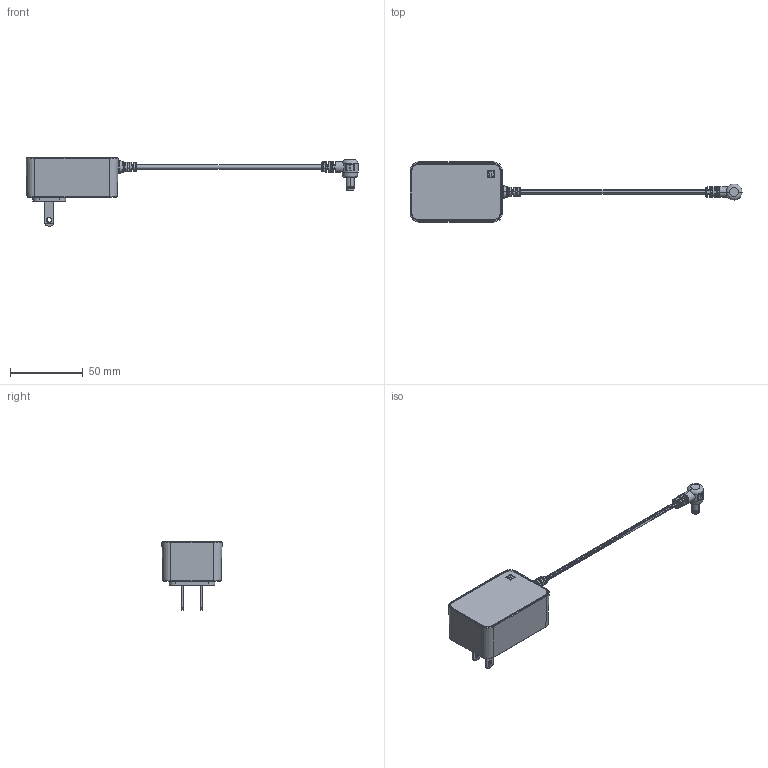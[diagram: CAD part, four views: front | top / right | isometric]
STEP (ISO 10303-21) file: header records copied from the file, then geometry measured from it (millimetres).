
FILE_DESCRIPTION (( 'STEP AP203' ), '1' );
FILE_NAME ('16-00139.STEP', '2019-08-13T20:58:04', ( '' ), ( '' ), 'SwSTEP 2.0', 'SolidWorks 2015', '' );
FILE_SCHEMA (( 'CONFIG_CONTROL_DESIGN' ));
Length unit declared in the file: millimetre
Products named in the file (14): 26-00004; 50-00129 insulator; 24-00279; 16-00139; 26-00004_top; 50-00129 contact; 26-00004_bottom; 50-00129 shell; Nema 1-15 plug; 24-00006; 10-03158; UL_1-15 pin; 50-00129; 30-00338_stripped and tinned
Assembly tree (14 placements, depth 4):
  16-00139
    26-00004
      26-00004_bottom
      26-00004_top
    10-03158
      30-00338_stripped and tinned
      24-00279
      24-00006
      50-00129
        50-00129 contact
        50-00129 insulator
        50-00129 shell
    Nema 1-15 plug
      UL_1-15 pin  x2
Bounding box: 228.69 x 41.48 x 47 mm (x, y, z)
Volume: 22381.9 mm3; surface area: 34628.5 mm2
Topology: 150 solids, 150 shells, 1318 faces, 2793 edges, 1817 vertices
Faces by surface type: plane 687, cylinder 417, bspline 128, torus 48, cone 38
Entity records: 41897 total; most frequent: CARTESIAN_POINT 12831, DIRECTION 5768, ORIENTED_EDGE 5458, EDGE_CURVE 2729, AXIS2_PLACEMENT_3D 2213, VERTEX_POINT 1777, EDGE_LOOP 1370, VECTOR 1342
